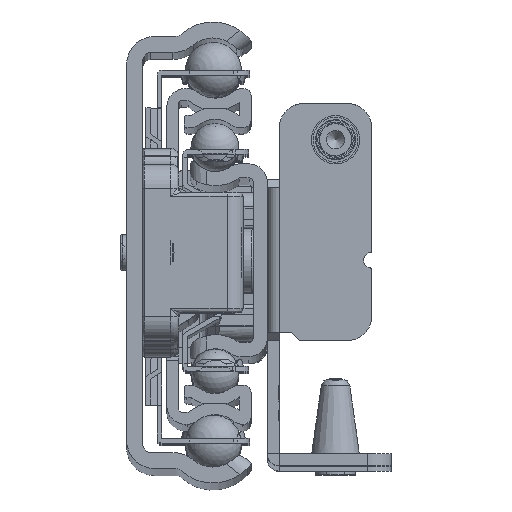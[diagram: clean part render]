
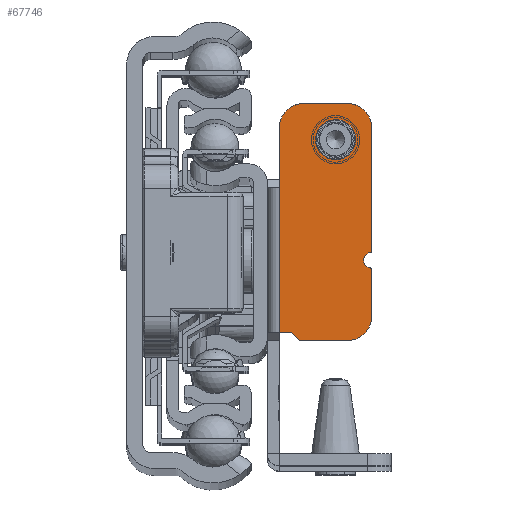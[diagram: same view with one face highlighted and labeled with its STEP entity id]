
A CAD part, top view. The second image highlights one B-rep face of the part: STEP entity #67746.
In plain terms, the highlighted planar face has unit normal (0, 0, 1).
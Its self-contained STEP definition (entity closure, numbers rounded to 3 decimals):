
#3116=FACE_BOUND('',#10012,.T.);
#3628=PLANE('',#71867);
#6458=FACE_OUTER_BOUND('',#10011,.T.);
#10011=EDGE_LOOP('',(#46551,#46552,#46553,#46554,#46555,#46556,#46557,#46558,
#46559,#46560,#46561,#46562));
#10012=EDGE_LOOP('',(#46563));
#14090=LINE('',#98632,#19248);
#14099=LINE('',#98657,#19257);
#14102=LINE('',#98662,#19260);
#14104=LINE('',#98666,#19262);
#14105=LINE('',#98671,#19263);
#14106=LINE('',#98675,#19264);
#14107=LINE('',#98676,#19265);
#14108=LINE('',#98679,#19266);
#19248=VECTOR('',#79954,10.);
#19257=VECTOR('',#79973,10.);
#19260=VECTOR('',#79978,10.);
#19262=VECTOR('',#79982,10.);
#19263=VECTOR('',#79987,10.);
#19264=VECTOR('',#79990,10.);
#19265=VECTOR('',#79991,10.);
#19266=VECTOR('',#79994,10.);
#23939=CIRCLE('',#71855,2.05);
#23940=CIRCLE('',#71857,1.);
#23945=CIRCLE('',#71868,3.);
#23946=CIRCLE('',#71869,3.);
#23947=CIRCLE('',#71870,3.);
#27159=VERTEX_POINT('',#98615);
#27160=VERTEX_POINT('',#98619);
#27161=VERTEX_POINT('',#98620);
#27165=VERTEX_POINT('',#98630);
#27175=VERTEX_POINT('',#98654);
#27176=VERTEX_POINT('',#98656);
#27177=VERTEX_POINT('',#98660);
#27178=VERTEX_POINT('',#98664);
#27179=VERTEX_POINT('',#98668);
#27180=VERTEX_POINT('',#98670);
#27181=VERTEX_POINT('',#98672);
#27182=VERTEX_POINT('',#98674);
#27183=VERTEX_POINT('',#98677);
#34590=EDGE_CURVE('',#27159,#27159,#23939,.T.);
#34591=EDGE_CURVE('',#27160,#27161,#23940,.T.);
#34597=EDGE_CURVE('',#27165,#27160,#14090,.T.);
#34609=EDGE_CURVE('',#27175,#27176,#14099,.T.);
#34612=EDGE_CURVE('',#27177,#27175,#14102,.T.);
#34614=EDGE_CURVE('',#27178,#27177,#14104,.T.);
#34615=EDGE_CURVE('',#27165,#27179,#23945,.T.);
#34616=EDGE_CURVE('',#27180,#27179,#14105,.T.);
#34617=EDGE_CURVE('',#27180,#27181,#23946,.T.);
#34618=EDGE_CURVE('',#27182,#27181,#14106,.T.);
#34619=EDGE_CURVE('',#27176,#27182,#14107,.T.);
#34620=EDGE_CURVE('',#27178,#27183,#23947,.T.);
#34621=EDGE_CURVE('',#27161,#27183,#14108,.T.);
#46551=ORIENTED_EDGE('',*,*,#34591,.F.);
#46552=ORIENTED_EDGE('',*,*,#34597,.F.);
#46553=ORIENTED_EDGE('',*,*,#34615,.T.);
#46554=ORIENTED_EDGE('',*,*,#34616,.F.);
#46555=ORIENTED_EDGE('',*,*,#34617,.T.);
#46556=ORIENTED_EDGE('',*,*,#34618,.F.);
#46557=ORIENTED_EDGE('',*,*,#34619,.F.);
#46558=ORIENTED_EDGE('',*,*,#34609,.F.);
#46559=ORIENTED_EDGE('',*,*,#34612,.F.);
#46560=ORIENTED_EDGE('',*,*,#34614,.F.);
#46561=ORIENTED_EDGE('',*,*,#34620,.T.);
#46562=ORIENTED_EDGE('',*,*,#34621,.F.);
#46563=ORIENTED_EDGE('',*,*,#34590,.F.);
#67746=ADVANCED_FACE('',(#6458,#3116),#3628,.T.);
#71855=AXIS2_PLACEMENT_3D('',#98617,#79940,#79941);
#71857=AXIS2_PLACEMENT_3D('',#98621,#79944,#79945);
#71867=AXIS2_PLACEMENT_3D('',#98667,#79983,#79984);
#71868=AXIS2_PLACEMENT_3D('',#98669,#79985,#79986);
#71869=AXIS2_PLACEMENT_3D('',#98673,#79988,#79989);
#71870=AXIS2_PLACEMENT_3D('',#98678,#79992,#79993);
#79940=DIRECTION('center_axis',(0.,0.,
1.));
#79941=DIRECTION('ref_axis',(-1.,0.,0.));
#79944=DIRECTION('center_axis',(0.,0.,
1.));
#79945=DIRECTION('ref_axis',(0.,-1.,0.));
#79954=DIRECTION('',(0.,-1.,0.));
#79973=DIRECTION('',(-1.,0.,0.));
#79978=DIRECTION('',(-0.707,0.707,0.));
#79982=DIRECTION('',(-1.,0.,0.));
#79983=DIRECTION('center_axis',(0.,0.,
1.));
#79984=DIRECTION('ref_axis',(1.,0.,0.));
#79985=DIRECTION('center_axis',(0.,0.,
1.));
#79986=DIRECTION('ref_axis',(0.707,0.707,0.));
#79987=DIRECTION('',(1.,0.,0.));
#79988=DIRECTION('center_axis',(0.,0.,
1.));
#79989=DIRECTION('ref_axis',(-0.707,0.707,0.));
#79990=DIRECTION('',(0.,1.,0.));
#79991=DIRECTION('',(0.,1.,0.));
#79992=DIRECTION('center_axis',(0.,0.,
1.));
#79993=DIRECTION('ref_axis',(0.707,-0.707,0.));
#79994=DIRECTION('',(0.,-1.,0.));
#98615=CARTESIAN_POINT('',(17.3,15.,-300.5));
#98617=CARTESIAN_POINT('Origin',(15.25,15.,-300.5));
#98619=CARTESIAN_POINT('',(19.75,1.,-300.5));
#98620=CARTESIAN_POINT('',(19.75,-1.,-300.5));
#98621=CARTESIAN_POINT('Origin',(19.75,0.,-300.5));
#98630=CARTESIAN_POINT('',(19.75,16.5,-300.5));
#98632=CARTESIAN_POINT('',(19.75,19.5,-300.5));
#98654=CARTESIAN_POINT('',(9.75,-9.,-300.5));
#98656=CARTESIAN_POINT('',(8.25,-9.,-300.5));
#98657=CARTESIAN_POINT('',(10.866,-9.,-300.5));
#98660=CARTESIAN_POINT('',(10.75,-10.,-300.5));
#98662=CARTESIAN_POINT('',(8.433,-7.683,-300.5));
#98664=CARTESIAN_POINT('',(16.75,-10.,-300.5));
#98666=CARTESIAN_POINT('',(19.75,-10.,-300.5));
#98667=CARTESIAN_POINT('Origin',(13.482,0.,
-300.5));
#98668=CARTESIAN_POINT('',(16.75,19.5,-300.5));
#98669=CARTESIAN_POINT('Origin',(16.75,16.5,-300.5));
#98670=CARTESIAN_POINT('',(11.25,19.5,-300.5));
#98671=CARTESIAN_POINT('',(8.25,19.5,-300.5));
#98672=CARTESIAN_POINT('',(8.25,16.5,-300.5));
#98673=CARTESIAN_POINT('Origin',(11.25,16.5,-300.5));
#98674=CARTESIAN_POINT('',(8.25,9.,-300.5));
#98675=CARTESIAN_POINT('',(8.25,9.,-300.5));
#98676=CARTESIAN_POINT('',(8.25,0.,-300.5));
#98677=CARTESIAN_POINT('',(19.75,-7.,-300.5));
#98678=CARTESIAN_POINT('Origin',(16.75,-7.,-300.5));
#98679=CARTESIAN_POINT('',(19.75,19.5,-300.5));
